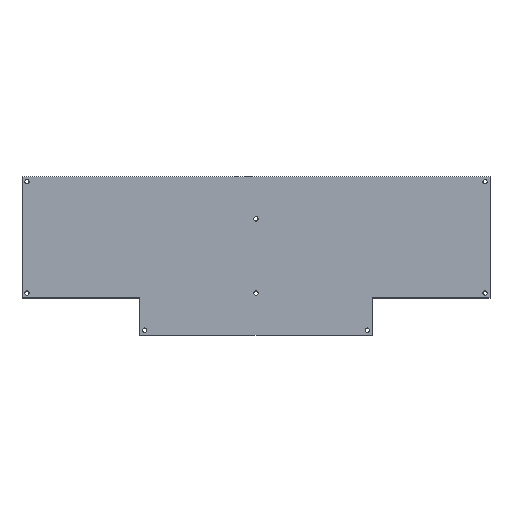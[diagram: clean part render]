
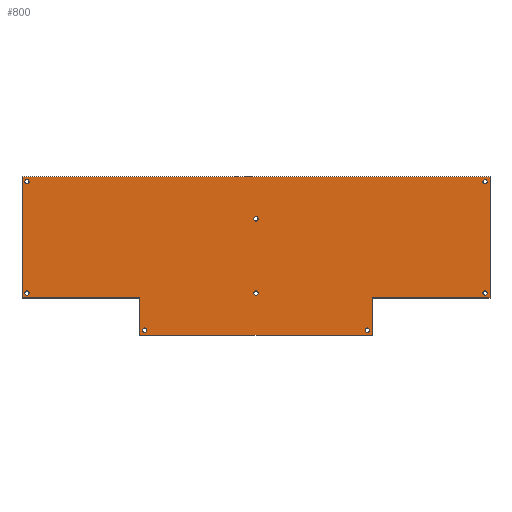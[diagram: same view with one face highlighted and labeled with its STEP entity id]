
A CAD part, top view. The second image highlights one B-rep face of the part: STEP entity #800.
In plain terms, the highlighted planar face has unit normal (0, 0, 1).
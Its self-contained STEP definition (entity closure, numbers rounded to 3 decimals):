
#32=CARTESIAN_POINT('',(212.25,2.25,-6.159));
#33=VERTEX_POINT('',#32);
#34=CARTESIAN_POINT('',(212.25,-53.25,-6.159));
#35=VERTEX_POINT('',#34);
#36=CARTESIAN_POINT('',(212.25,2.25,-6.159));
#37=DIRECTION('',(0.,-1.,0.));
#38=VECTOR('',#37,55.5);
#39=LINE('',#36,#38);
#40=EDGE_CURVE('',#33,#35,#39,.T.);
#72=CARTESIAN_POINT('',(158.25,-53.25,-6.159));
#73=VERTEX_POINT('',#72);
#74=CARTESIAN_POINT('',(212.25,-53.25,-6.159));
#75=DIRECTION('',(-1.,0.,0.));
#76=VECTOR('',#75,54.);
#77=LINE('',#74,#76);
#78=EDGE_CURVE('',#35,#73,#77,.T.);
#103=CARTESIAN_POINT('',(158.25,-70.25,-6.159));
#104=VERTEX_POINT('',#103);
#105=CARTESIAN_POINT('',(158.25,-53.25,-6.159));
#106=DIRECTION('',(0.,-1.,0.));
#107=VECTOR('',#106,17.);
#108=LINE('',#105,#107);
#109=EDGE_CURVE('',#73,#104,#108,.T.);
#134=CARTESIAN_POINT('',(51.75,-70.25,-6.159));
#135=VERTEX_POINT('',#134);
#136=CARTESIAN_POINT('',(158.25,-70.25,-6.159));
#137=DIRECTION('',(-1.,0.,0.));
#138=VECTOR('',#137,106.5);
#139=LINE('',#136,#138);
#140=EDGE_CURVE('',#104,#135,#139,.T.);
#165=CARTESIAN_POINT('',(51.75,-53.25,-6.159));
#166=VERTEX_POINT('',#165);
#167=CARTESIAN_POINT('',(51.75,-70.25,-6.159));
#168=DIRECTION('',(0.,1.,0.));
#169=VECTOR('',#168,17.);
#170=LINE('',#167,#169);
#171=EDGE_CURVE('',#135,#166,#170,.T.);
#196=CARTESIAN_POINT('',(-2.25,-53.25,-6.159));
#197=VERTEX_POINT('',#196);
#198=CARTESIAN_POINT('',(-2.25,-53.25,-6.159));
#199=DIRECTION('',(1.,0.,-0.));
#200=VECTOR('',#199,54.);
#201=LINE('',#198,#200);
#202=EDGE_CURVE('',#197,#166,#201,.T.);
#227=CARTESIAN_POINT('',(-2.25,2.25,-6.159));
#228=VERTEX_POINT('',#227);
#229=CARTESIAN_POINT('',(-2.25,-53.25,-6.159));
#230=DIRECTION('',(0.,1.,0.));
#231=VECTOR('',#230,55.5);
#232=LINE('',#229,#231);
#233=EDGE_CURVE('',#197,#228,#232,.T.);
#258=CARTESIAN_POINT('',(157.,-68.,-6.159));
#259=VERTEX_POINT('',#258);
#268=CARTESIAN_POINT('',(155.,-68.,-6.159));
#269=VERTEX_POINT('',#268);
#270=CARTESIAN_POINT('',(156.,-68.,-6.159));
#271=DIRECTION('',(0.,0.,-1.));
#272=DIRECTION('',(-1.,0.,0.));
#273=AXIS2_PLACEMENT_3D('',#270,#271,#272);
#274=CIRCLE('',#273,1.);
#275=EDGE_CURVE('',#269,#259,#274,.T.);
#277=CARTESIAN_POINT('',(156.,-68.,-6.159));
#278=DIRECTION('',(0.,0.,-1.));
#279=DIRECTION('',(-1.,0.,0.));
#280=AXIS2_PLACEMENT_3D('',#277,#278,#279);
#281=CIRCLE('',#280,1.);
#282=EDGE_CURVE('',#259,#269,#281,.T.);
#309=CARTESIAN_POINT('',(211.,-51.,-6.159));
#310=VERTEX_POINT('',#309);
#319=CARTESIAN_POINT('',(209.,-51.,-6.159));
#320=VERTEX_POINT('',#319);
#321=CARTESIAN_POINT('',(210.,-51.,-6.159));
#322=DIRECTION('',(0.,0.,-1.));
#323=DIRECTION('',(-1.,0.,0.));
#324=AXIS2_PLACEMENT_3D('',#321,#322,#323);
#325=CIRCLE('',#324,1.);
#326=EDGE_CURVE('',#320,#310,#325,.T.);
#328=CARTESIAN_POINT('',(210.,-51.,-6.159));
#329=DIRECTION('',(0.,0.,-1.));
#330=DIRECTION('',(-1.,0.,0.));
#331=AXIS2_PLACEMENT_3D('',#328,#329,#330);
#332=CIRCLE('',#331,1.);
#333=EDGE_CURVE('',#310,#320,#332,.T.);
#378=CARTESIAN_POINT('',(106.,-17.,-6.159));
#379=VERTEX_POINT('',#378);
#402=CARTESIAN_POINT('',(106.,-17.,-6.159));
#403=CARTESIAN_POINT('',(106.,-17.261,-6.159));
#404=CARTESIAN_POINT('',(105.783,-17.784,-6.159));
#405=CARTESIAN_POINT('',(105.001,-18.108,-6.159));
#406=CARTESIAN_POINT('',(104.217,-17.784,-6.159));
#407=CARTESIAN_POINT('',(103.892,-17.,-6.159));
#408=CARTESIAN_POINT('',(104.216,-16.217,-6.159));
#409=CARTESIAN_POINT('',(104.999,-15.892,-6.159));
#410=CARTESIAN_POINT('',(105.783,-16.215,-6.159));
#411=CARTESIAN_POINT('',(106.,-16.739,-6.159));
#412=CARTESIAN_POINT('',(106.,-17.,-6.159));
#413=B_SPLINE_CURVE_WITH_KNOTS('',3,(#402,#403,#404,#405,#406,#407,#408,#409,#410,#411,#412),.UNSPECIFIED.,.T.,.F.,(4,1,1,1,1,1,1,1,4),(0.,0.001,0.002,0.002,0.003,0.004,0.005,0.005,0.006),.UNSPECIFIED.);
#414=EDGE_CURVE('',#379,#379,#413,.T.);
#442=CARTESIAN_POINT('',(106.,-51.,-6.159));
#443=VERTEX_POINT('',#442);
#466=CARTESIAN_POINT('',(106.,-51.,-6.159));
#467=CARTESIAN_POINT('',(106.,-51.261,-6.159));
#468=CARTESIAN_POINT('',(105.783,-51.784,-6.159));
#469=CARTESIAN_POINT('',(105.001,-52.108,-6.159));
#470=CARTESIAN_POINT('',(104.217,-51.784,-6.159));
#471=CARTESIAN_POINT('',(103.892,-51.,-6.159));
#472=CARTESIAN_POINT('',(104.216,-50.217,-6.159));
#473=CARTESIAN_POINT('',(104.999,-49.892,-6.159));
#474=CARTESIAN_POINT('',(105.783,-50.215,-6.159));
#475=CARTESIAN_POINT('',(106.,-50.739,-6.159));
#476=CARTESIAN_POINT('',(106.,-51.,-6.159));
#477=B_SPLINE_CURVE_WITH_KNOTS('',3,(#466,#467,#468,#469,#470,#471,#472,#473,#474,#475,#476),.UNSPECIFIED.,.T.,.F.,(4,1,1,1,1,1,1,1,4),(0.,0.001,0.002,0.002,0.003,0.004,0.005,0.005,0.006),.UNSPECIFIED.);
#478=EDGE_CURVE('',#443,#443,#477,.T.);
#488=CARTESIAN_POINT('',(1.,-51.,-6.159));
#489=VERTEX_POINT('',#488);
#498=CARTESIAN_POINT('',(-1.,-51.,-6.159));
#499=VERTEX_POINT('',#498);
#500=CARTESIAN_POINT('',(0.,-51.,-6.159));
#501=DIRECTION('',(0.,0.,-1.));
#502=DIRECTION('',(-1.,0.,0.));
#503=AXIS2_PLACEMENT_3D('',#500,#501,#502);
#504=CIRCLE('',#503,1.);
#505=EDGE_CURVE('',#499,#489,#504,.T.);
#507=CARTESIAN_POINT('',(0.,-51.,-6.159));
#508=DIRECTION('',(0.,0.,-1.));
#509=DIRECTION('',(-1.,0.,0.));
#510=AXIS2_PLACEMENT_3D('',#507,#508,#509);
#511=CIRCLE('',#510,1.);
#512=EDGE_CURVE('',#489,#499,#511,.T.);
#539=CARTESIAN_POINT('',(211.,-0.,-6.159));
#540=VERTEX_POINT('',#539);
#549=CARTESIAN_POINT('',(209.,-0.,-6.159));
#550=VERTEX_POINT('',#549);
#551=CARTESIAN_POINT('',(210.,-0.,-6.159));
#552=DIRECTION('',(0.,0.,-1.));
#553=DIRECTION('',(-1.,0.,0.));
#554=AXIS2_PLACEMENT_3D('',#551,#552,#553);
#555=CIRCLE('',#554,1.);
#556=EDGE_CURVE('',#550,#540,#555,.T.);
#558=CARTESIAN_POINT('',(210.,-0.,-6.159));
#559=DIRECTION('',(0.,0.,-1.));
#560=DIRECTION('',(-1.,0.,0.));
#561=AXIS2_PLACEMENT_3D('',#558,#559,#560);
#562=CIRCLE('',#561,1.);
#563=EDGE_CURVE('',#540,#550,#562,.T.);
#590=CARTESIAN_POINT('',(-2.25,2.25,-6.159));
#591=DIRECTION('',(1.,0.,-0.));
#592=VECTOR('',#591,214.5);
#593=LINE('',#590,#592);
#594=EDGE_CURVE('',#228,#33,#593,.T.);
#612=CARTESIAN_POINT('',(1.,0.,-6.159));
#613=VERTEX_POINT('',#612);
#622=CARTESIAN_POINT('',(-1.,-0.,-6.159));
#623=VERTEX_POINT('',#622);
#624=CARTESIAN_POINT('',(0.,-0.,-6.159));
#625=DIRECTION('',(0.,0.,-1.));
#626=DIRECTION('',(-1.,0.,0.));
#627=AXIS2_PLACEMENT_3D('',#624,#625,#626);
#628=CIRCLE('',#627,1.);
#629=EDGE_CURVE('',#623,#613,#628,.T.);
#631=CARTESIAN_POINT('',(0.,-0.,-6.159));
#632=DIRECTION('',(0.,0.,-1.));
#633=DIRECTION('',(-1.,0.,0.));
#634=AXIS2_PLACEMENT_3D('',#631,#632,#633);
#635=CIRCLE('',#634,1.);
#636=EDGE_CURVE('',#613,#623,#635,.T.);
#663=CARTESIAN_POINT('',(55.,-68.,-6.159));
#664=VERTEX_POINT('',#663);
#673=CARTESIAN_POINT('',(53.,-68.,-6.159));
#674=VERTEX_POINT('',#673);
#675=CARTESIAN_POINT('',(54.,-68.,-6.159));
#676=DIRECTION('',(0.,0.,-1.));
#677=DIRECTION('',(-1.,0.,0.));
#678=AXIS2_PLACEMENT_3D('',#675,#676,#677);
#679=CIRCLE('',#678,1.);
#680=EDGE_CURVE('',#674,#664,#679,.T.);
#682=CARTESIAN_POINT('',(54.,-68.,-6.159));
#683=DIRECTION('',(0.,0.,-1.));
#684=DIRECTION('',(-1.,0.,0.));
#685=AXIS2_PLACEMENT_3D('',#682,#683,#684);
#686=CIRCLE('',#685,1.);
#687=EDGE_CURVE('',#664,#674,#686,.T.);
#755=CARTESIAN_POINT('',(0.,0.,-6.159));
#756=DIRECTION('',(0.,0.,-1.));
#757=DIRECTION('',(-1.,0.,0.));
#758=AXIS2_PLACEMENT_3D('',#755,#756,#757);
#759=PLANE('',#758);
#760=ORIENTED_EDGE('',*,*,#629,.T.);
#761=ORIENTED_EDGE('',*,*,#636,.T.);
#762=EDGE_LOOP('',(#760,#761));
#763=FACE_BOUND('',#762,.T.);
#764=ORIENTED_EDGE('',*,*,#40,.F.);
#765=ORIENTED_EDGE('',*,*,#594,.F.);
#766=ORIENTED_EDGE('',*,*,#233,.F.);
#767=ORIENTED_EDGE('',*,*,#202,.T.);
#768=ORIENTED_EDGE('',*,*,#171,.F.);
#769=ORIENTED_EDGE('',*,*,#140,.F.);
#770=ORIENTED_EDGE('',*,*,#109,.F.);
#771=ORIENTED_EDGE('',*,*,#78,.F.);
#772=EDGE_LOOP('',(#764,#765,#766,#767,#768,#769,#770,#771));
#773=FACE_BOUND('',#772,.T.);
#774=ORIENTED_EDGE('',*,*,#556,.T.);
#775=ORIENTED_EDGE('',*,*,#563,.T.);
#776=EDGE_LOOP('',(#774,#775));
#777=FACE_BOUND('',#776,.T.);
#778=ORIENTED_EDGE('',*,*,#505,.T.);
#779=ORIENTED_EDGE('',*,*,#512,.T.);
#780=EDGE_LOOP('',(#778,#779));
#781=FACE_BOUND('',#780,.T.);
#782=ORIENTED_EDGE('',*,*,#478,.T.);
#783=EDGE_LOOP('',(#782));
#784=FACE_BOUND('',#783,.T.);
#785=ORIENTED_EDGE('',*,*,#414,.T.);
#786=EDGE_LOOP('',(#785));
#787=FACE_BOUND('',#786,.T.);
#788=ORIENTED_EDGE('',*,*,#326,.T.);
#789=ORIENTED_EDGE('',*,*,#333,.T.);
#790=EDGE_LOOP('',(#788,#789));
#791=FACE_BOUND('',#790,.T.);
#792=ORIENTED_EDGE('',*,*,#275,.T.);
#793=ORIENTED_EDGE('',*,*,#282,.T.);
#794=EDGE_LOOP('',(#792,#793));
#795=FACE_BOUND('',#794,.T.);
#796=ORIENTED_EDGE('',*,*,#680,.T.);
#797=ORIENTED_EDGE('',*,*,#687,.T.);
#798=EDGE_LOOP('',(#796,#797));
#799=FACE_BOUND('',#798,.T.);
#800=ADVANCED_FACE('',(#763,#773,#777,#781,#784,#787,#791,#795,#799),#759,.F.);
